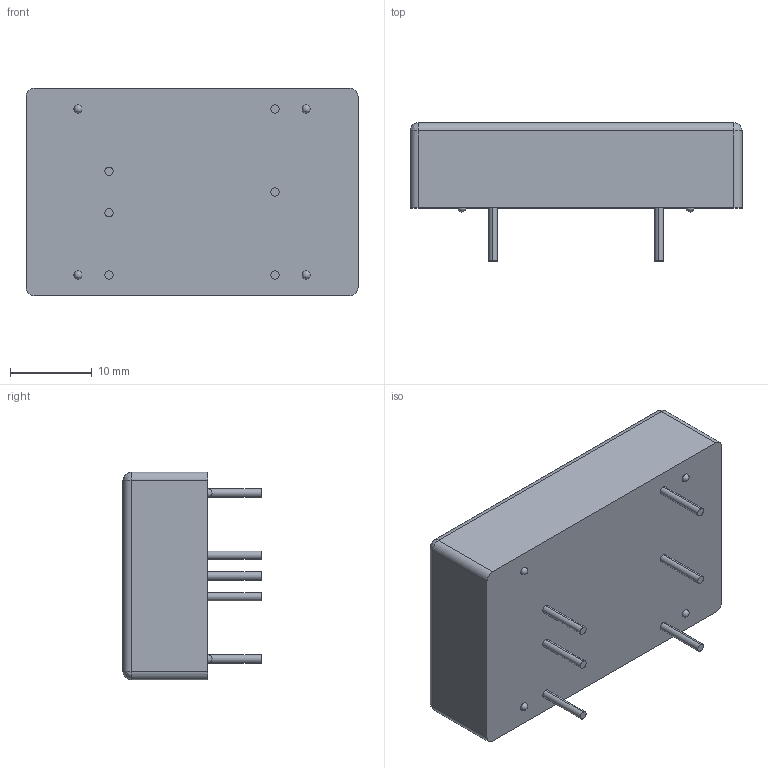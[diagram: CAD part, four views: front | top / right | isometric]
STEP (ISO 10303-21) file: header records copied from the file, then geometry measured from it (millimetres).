
FILE_DESCRIPTION (( 'STEP AP214' ), '1' );
FILE_NAME ('JTD20.STEP', '2017-09-29T14:23:15', ( '' ), ( '' ), 'SwSTEP 2.0', 'SolidWorks 2017', '' );
FILE_SCHEMA (( 'AUTOMOTIVE_DESIGN' ));
Length unit declared in the file: inch
Products named in the file (1): JTD20
Bounding box: 40.64 x 16.9 x 25.4 mm (x, y, z)
Volume: 10730.5 mm3; surface area: 3487.8 mm2
Topology: 1 solids, 1 shells, 40 faces, 92 edges, 52 vertices
Faces by surface type: cylinder 20, plane 12, bspline 8
Entity records: 1188 total; most frequent: CARTESIAN_POINT 293, DIRECTION 194, ORIENTED_EDGE 160, AXIS2_PLACEMENT_3D 81, EDGE_CURVE 80, VERTEX_POINT 52, EDGE_LOOP 50, CIRCLE 48
